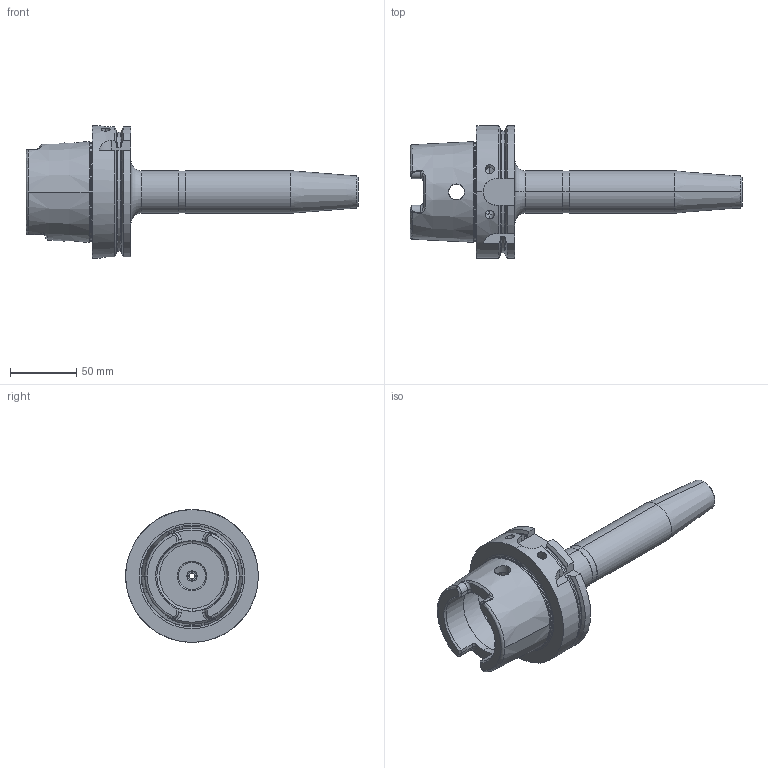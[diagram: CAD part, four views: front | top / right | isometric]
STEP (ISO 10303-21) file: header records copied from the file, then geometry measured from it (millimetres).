
FILE_DESCRIPTION (( 'STEP AP214' ), '1' );
FILE_NAME ('95.05.071.305.STEP', '2019-07-17T07:40:39', ( '' ), ( '' ), 'SwSTEP 2.0', 'SolidWorks 2014', '' );
FILE_SCHEMA (( 'AUTOMOTIVE_DESIGN' ));
Length unit declared in the file: millimetre
Products named in the file (1): 95.05.071.305
Bounding box: 250 x 100 x 100 mm (x, y, z)
Volume: 374879.3 mm3; surface area: 71102.1 mm2
Topology: 2 solids, 2 shells, 251 faces, 594 edges, 351 vertices
Faces by surface type: plane 76, cylinder 69, cone 59, torus 31, bspline 16
Entity records: 11603 total; most frequent: CARTESIAN_POINT 3203, ORIENTED_EDGE 1176, DIRECTION 1159, EDGE_CURVE 588, AXIS2_PLACEMENT_3D 469, VERTEX_POINT 351, EDGE_LOOP 269, UNCERTAINTY_MEASURE_WITH_UNIT 255
